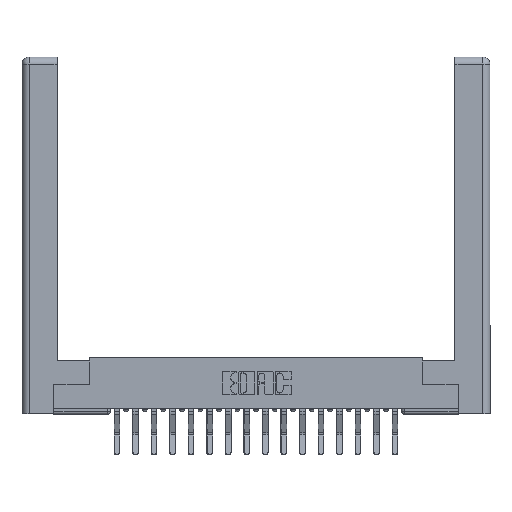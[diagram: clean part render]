
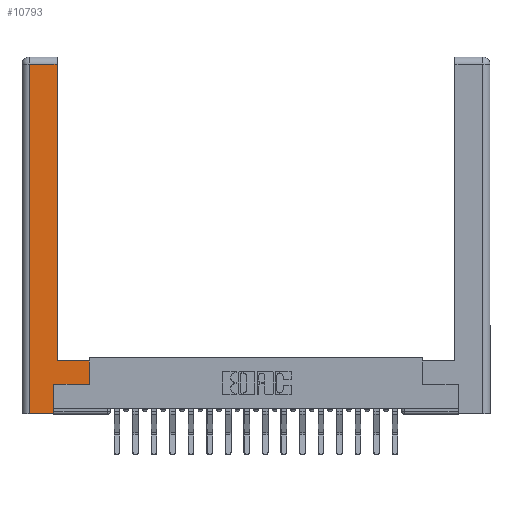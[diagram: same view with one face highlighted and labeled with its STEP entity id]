
A CAD part, top view. The second image highlights one B-rep face of the part: STEP entity #10793.
In plain terms, the highlighted planar face has unit normal (0, 0, 1).
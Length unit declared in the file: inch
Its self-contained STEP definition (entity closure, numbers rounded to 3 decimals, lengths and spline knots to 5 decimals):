
#32 = VECTOR ( 'NONE', #3005, 39.37008 ) ;
#194 = CARTESIAN_POINT ( 'NONE',  ( 0.0615, 0., 0. ) ) ;
#457 = ORIENTED_EDGE ( 'NONE', *, *, #16263, .T. ) ;
#549 = VERTEX_POINT ( 'NONE', #11033 ) ;
#1361 = DIRECTION ( 'NONE',  ( 0., 1., 0. ) ) ;
#2356 = AXIS2_PLACEMENT_3D ( 'NONE', #14691, #3745, #6901 ) ;
#2407 = CARTESIAN_POINT ( 'NONE',  ( 0.295, 0.45, 0. ) ) ;
#2530 = DIRECTION ( 'NONE',  ( 0., 1., 0. ) ) ;
#3005 = DIRECTION ( 'NONE',  ( -1., 0., 0. ) ) ;
#3745 = DIRECTION ( 'NONE',  ( 0., 0., -1. ) ) ;
#3860 = LINE ( 'NONE', #16334, #11553 ) ;
#4628 = DIRECTION ( 'NONE',  ( 1., 0., 0. ) ) ;
#4703 = VERTEX_POINT ( 'NONE', #19776 ) ;
#4979 = DIRECTION ( 'NONE',  ( 0., -1., 0. ) ) ;
#5079 = LINE ( 'NONE', #194, #15773 ) ;
#5156 = DIRECTION ( 'NONE',  ( -1., 0., 0. ) ) ;
#5157 = CARTESIAN_POINT ( 'NONE',  ( 0.265, 0., 0. ) ) ;
#5343 = ORIENTED_EDGE ( 'NONE', *, *, #13898, .T. ) ;
#5740 = VERTEX_POINT ( 'NONE', #5157 ) ;
#6086 = CARTESIAN_POINT ( 'NONE',  ( 0.565, 0.245, 0. ) ) ;
#6273 = VECTOR ( 'NONE', #14015, 39.37008 ) ;
#6277 = EDGE_CURVE ( 'NONE', #17125, #5740, #15974, .T. ) ;
#6560 = DIRECTION ( 'NONE',  ( 1., 0., 0. ) ) ;
#6901 = DIRECTION ( 'NONE',  ( -1., 0., 0. ) ) ;
#7118 = CARTESIAN_POINT ( 'NONE',  ( 0.0615, 0., 0. ) ) ;
#7177 = ORIENTED_EDGE ( 'NONE', *, *, #13436, .T. ) ;
#7393 = LINE ( 'NONE', #19889, #20139 ) ;
#7660 = CARTESIAN_POINT ( 'NONE',  ( 0.265, 0.245, 0. ) ) ;
#7758 = CARTESIAN_POINT ( 'NONE',  ( 0.565, 0.45, 0. ) ) ;
#8304 = EDGE_CURVE ( 'NONE', #9308, #12458, #16403, .T. ) ;
#9308 = VERTEX_POINT ( 'NONE', #12235 ) ;
#9412 = ORIENTED_EDGE ( 'NONE', *, *, #8304, .T. ) ;
#9613 = EDGE_LOOP ( 'NONE', ( #14745, #12264, #5343, #18320, #457, #13289, #7177, #9412 ) ) ;
#9848 = EDGE_CURVE ( 'NONE', #4703, #549, #20179, .T. ) ;
#10771 = CARTESIAN_POINT ( 'NONE',  ( 0.0615, 2.94, 0. ) ) ;
#10793 = ADVANCED_FACE ( 'NONE', ( #11135 ), #15829, .F. ) ;
#11033 = CARTESIAN_POINT ( 'NONE',  ( 0.0615, 2.94, 0. ) ) ;
#11084 = VECTOR ( 'NONE', #5156, 39.37008 ) ;
#11135 = FACE_OUTER_BOUND ( 'NONE', #9613, .T. ) ;
#11326 = VERTEX_POINT ( 'NONE', #18968 ) ;
#11375 = CARTESIAN_POINT ( 'NONE',  ( 0.265, 0., 0. ) ) ;
#11553 = VECTOR ( 'NONE', #2530, 39.37008 ) ;
#11735 = VECTOR ( 'NONE', #6560, 39.37008 ) ;
#12235 = CARTESIAN_POINT ( 'NONE',  ( 0.565, 0.45, 0. ) ) ;
#12264 = ORIENTED_EDGE ( 'NONE', *, *, #9848, .T. ) ;
#12355 = CARTESIAN_POINT ( 'NONE',  ( 0.295, 0.45, 0. ) ) ;
#12458 = VERTEX_POINT ( 'NONE', #12355 ) ;
#13289 = ORIENTED_EDGE ( 'NONE', *, *, #17686, .T. ) ;
#13436 = EDGE_CURVE ( 'NONE', #18488, #9308, #16874, .T. ) ;
#13898 = EDGE_CURVE ( 'NONE', #549, #17125, #5079, .T. ) ;
#14015 = DIRECTION ( 'NONE',  ( 0., 1., 0. ) ) ;
#14175 = EDGE_CURVE ( 'NONE', #12458, #4703, #3860, .T. ) ;
#14691 = CARTESIAN_POINT ( 'NONE',  ( 0., 0., 0. ) ) ;
#14745 = ORIENTED_EDGE ( 'NONE', *, *, #14175, .T. ) ;
#15773 = VECTOR ( 'NONE', #4979, 39.37008 ) ;
#15829 = PLANE ( 'NONE',  #2356 ) ;
#15974 = LINE ( 'NONE', #11375, #11735 ) ;
#16263 = EDGE_CURVE ( 'NONE', #5740, #11326, #16981, .T. ) ;
#16334 = CARTESIAN_POINT ( 'NONE',  ( 0.295, 3., 0. ) ) ;
#16403 = LINE ( 'NONE', #2407, #11084 ) ;
#16874 = LINE ( 'NONE', #7758, #6273 ) ;
#16981 = LINE ( 'NONE', #7660, #20095 ) ;
#17125 = VERTEX_POINT ( 'NONE', #7118 ) ;
#17686 = EDGE_CURVE ( 'NONE', #11326, #18488, #7393, .T. ) ;
#18320 = ORIENTED_EDGE ( 'NONE', *, *, #6277, .T. ) ;
#18488 = VERTEX_POINT ( 'NONE', #6086 ) ;
#18968 = CARTESIAN_POINT ( 'NONE',  ( 0.265, 0.245, 0. ) ) ;
#19776 = CARTESIAN_POINT ( 'NONE',  ( 0.295, 2.94, 0. ) ) ;
#19889 = CARTESIAN_POINT ( 'NONE',  ( 0.565, 0.245, 0. ) ) ;
#20095 = VECTOR ( 'NONE', #1361, 39.37008 ) ;
#20139 = VECTOR ( 'NONE', #4628, 39.37008 ) ;
#20179 = LINE ( 'NONE', #10771, #32 ) ;
